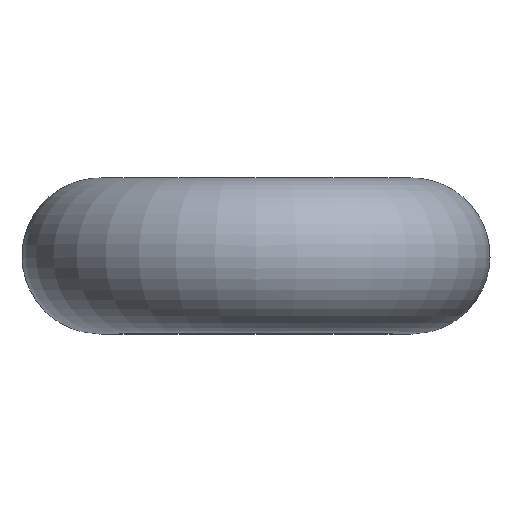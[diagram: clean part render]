
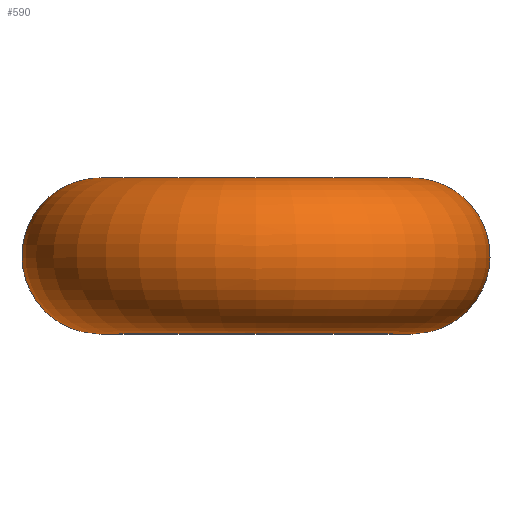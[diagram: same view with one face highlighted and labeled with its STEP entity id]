
A CAD part, top view. The second image highlights one B-rep face of the part: STEP entity #590.
In plain terms, the highlighted toroidal (fillet/blend) face has major radius 5 mm and minor radius 2.5 mm.
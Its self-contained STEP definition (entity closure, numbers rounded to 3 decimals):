
#457=CARTESIAN_POINT('',(4.952,0.475,-5.604));
#458=VERTEX_POINT('',#457);
#491=CARTESIAN_POINT('',(4.952,0.475,-5.604));
#492=CARTESIAN_POINT('',(5.065,0.485,-5.506));
#493=CARTESIAN_POINT('',(5.284,0.441,-5.294));
#494=CARTESIAN_POINT('',(5.504,0.197,-4.998));
#495=CARTESIAN_POINT('',(5.546,-0.153,-4.781));
#496=CARTESIAN_POINT('',(5.411,-0.509,-4.661));
#497=CARTESIAN_POINT('',(5.191,-0.761,-4.635));
#498=CARTESIAN_POINT('',(4.97,-0.925,-4.659));
#499=CARTESIAN_POINT('',(4.729,-1.058,-4.716));
#500=CARTESIAN_POINT('',(4.459,-1.141,-4.837));
#501=CARTESIAN_POINT('',(4.229,-1.135,-5.047));
#502=CARTESIAN_POINT('',(4.064,-1.064,-5.29));
#503=CARTESIAN_POINT('',(3.974,-0.887,-5.588));
#504=CARTESIAN_POINT('',(3.987,-0.592,-5.862));
#505=CARTESIAN_POINT('',(4.098,-0.244,-6.021));
#506=CARTESIAN_POINT('',(4.309,0.106,-6.03));
#507=CARTESIAN_POINT('',(4.608,0.382,-5.881));
#508=CARTESIAN_POINT('',(4.84,0.465,-5.702));
#509=CARTESIAN_POINT('',(4.952,0.475,-5.604));
#510=B_SPLINE_CURVE_WITH_KNOTS('',3,(#491,#492,#493,#494,#495,#496,#497,#498,#499,#500,#501,#502,#503,#504,#505,#506,#507,#508,#509),.UNSPECIFIED.,.T.,.U.,(4,1,1,1,1,1,1,1,1,1,1,1,1,1,1,1,4),(0.0,0.02,0.041,0.061,0.082,0.102,0.113,0.123,0.143,0.154,0.164,0.184,0.205,0.225,0.246,0.266,0.287),.UNSPECIFIED.);
#511=EDGE_CURVE('',#458,#458,#510,.T.);
#536=CARTESIAN_POINT('',(0.,0.8,0.));
#537=DIRECTION('',(0.,-1.0,0.));
#538=DIRECTION('',(0.0,0.0,1.0));
#539=AXIS2_PLACEMENT_3D('',#536,#537,#538);
#540=TOROIDAL_SURFACE('',#539,5.0,2.5);
#541=CARTESIAN_POINT('',(0.,3.3,5.0));
#542=VERTEX_POINT('',#541);
#543=CARTESIAN_POINT('',(0.,3.3,0.));
#544=DIRECTION('',(0.0,-1.0,0.0));
#545=DIRECTION('',(0.0,0.0,-1.0));
#546=AXIS2_PLACEMENT_3D('',#543,#544,#545);
#547=CIRCLE('',#546,5.0);
#548=EDGE_CURVE('',#542,#542,#547,.T.);
#549=ORIENTED_EDGE('',*,*,#548,.T.);
#550=EDGE_LOOP('',(#549));
#551=FACE_OUTER_BOUND('',#550,.T.);
#552=CARTESIAN_POINT('',(0.,-1.7,5.0));
#553=VERTEX_POINT('',#552);
#554=CARTESIAN_POINT('',(0.,-1.7,0.));
#555=DIRECTION('',(0.0,1.0,0.0));
#556=DIRECTION('',(0.0,0.0,-1.0));
#557=AXIS2_PLACEMENT_3D('',#554,#555,#556);
#558=CIRCLE('',#557,5.0);
#559=EDGE_CURVE('',#553,#553,#558,.T.);
#560=ORIENTED_EDGE('',*,*,#559,.T.);
#561=EDGE_LOOP('',(#560));
#562=FACE_BOUND('',#561,.T.);
#563=CARTESIAN_POINT('',(-4.952,1.125,-5.604));
#564=VERTEX_POINT('',#563);
#565=CARTESIAN_POINT('',(-4.952,1.125,-5.604));
#566=CARTESIAN_POINT('',(-5.065,1.115,-5.506));
#567=CARTESIAN_POINT('',(-5.284,1.159,-5.294));
#568=CARTESIAN_POINT('',(-5.505,1.403,-4.998));
#569=CARTESIAN_POINT('',(-5.547,1.753,-4.781));
#570=CARTESIAN_POINT('',(-5.412,2.109,-4.661));
#571=CARTESIAN_POINT('',(-5.146,2.412,-4.63));
#572=CARTESIAN_POINT('',(-4.797,2.637,-4.686));
#573=CARTESIAN_POINT('',(-4.389,2.763,-4.866));
#574=CARTESIAN_POINT('',(-4.127,2.713,-5.169));
#575=CARTESIAN_POINT('',(-4.028,2.593,-5.411));
#576=CARTESIAN_POINT('',(-3.975,2.438,-5.633));
#577=CARTESIAN_POINT('',(-3.99,2.095,-5.956));
#578=CARTESIAN_POINT('',(-4.208,1.588,-6.081));
#579=CARTESIAN_POINT('',(-4.608,1.217,-5.881));
#580=CARTESIAN_POINT('',(-4.84,1.135,-5.702));
#581=CARTESIAN_POINT('',(-4.952,1.125,-5.604));
#582=B_SPLINE_CURVE_WITH_KNOTS('',3,(#565,#566,#567,#568,#569,#570,#571,#572,#573,#574,#575,#576,#577,#578,#579,#580,#581),.UNSPECIFIED.,.T.,.U.,(4,1,1,1,1,1,1,1,1,1,1,1,1,1,4),(0.0,0.02,0.041,0.061,0.082,0.102,0.123,0.143,0.164,0.174,0.184,0.205,0.246,0.266,0.287),.UNSPECIFIED.);
#583=EDGE_CURVE('',#564,#564,#582,.T.);
#584=ORIENTED_EDGE('',*,*,#583,.F.);
#585=EDGE_LOOP('',(#584));
#586=FACE_BOUND('',#585,.T.);
#587=ORIENTED_EDGE('',*,*,#511,.F.);
#588=EDGE_LOOP('',(#587));
#589=FACE_BOUND('',#588,.T.);
#590=ADVANCED_FACE('',(#551,#562,#586,#589),#540,.T.);
